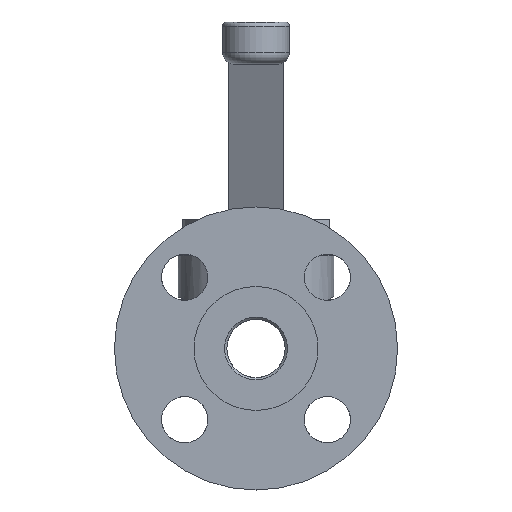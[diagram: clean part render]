
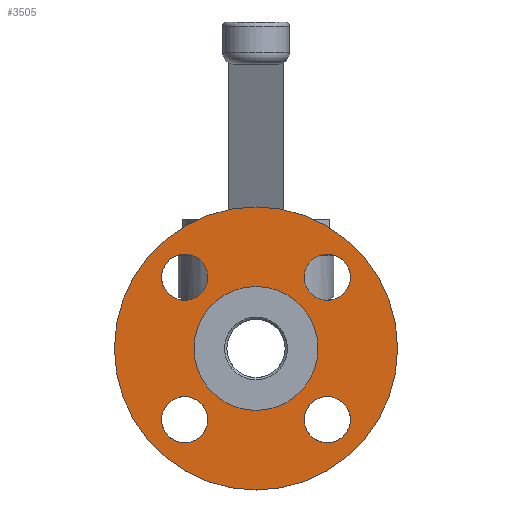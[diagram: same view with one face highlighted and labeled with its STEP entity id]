
A CAD part, front view. The second image highlights one B-rep face of the part: STEP entity #3505.
In plain terms, the highlighted planar face has unit normal (0, -1, 0).
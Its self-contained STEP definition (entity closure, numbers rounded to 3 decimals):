
#1256=CARTESIAN_POINT('',(-24.678,-58.815,-32.678));
#1257=VERTEX_POINT('',#1256);
#1258=CARTESIAN_POINT('',(-24.678,-58.815,-24.678));
#1259=DIRECTION('',(0.0,1.0,0.0));
#1260=DIRECTION('',(0.0,0.0,1.0));
#1261=AXIS2_PLACEMENT_3D('',#1258,#1259,#1260);
#1262=CIRCLE('',#1261,8.0);
#1263=EDGE_CURVE('',#1257,#1257,#1262,.T.);
#1284=CARTESIAN_POINT('',(32.678,-58.815,-24.678));
#1285=VERTEX_POINT('',#1284);
#1286=CARTESIAN_POINT('',(24.678,-58.815,-24.678));
#1287=DIRECTION('',(0.0,1.0,0.0));
#1288=DIRECTION('',(-1.0,0.0,0.0));
#1289=AXIS2_PLACEMENT_3D('',#1286,#1287,#1288);
#1290=CIRCLE('',#1289,8.0);
#1291=EDGE_CURVE('',#1285,#1285,#1290,.T.);
#1312=CARTESIAN_POINT('',(24.678,-58.815,32.678));
#1313=VERTEX_POINT('',#1312);
#1314=CARTESIAN_POINT('',(24.678,-58.815,24.678));
#1315=DIRECTION('',(0.0,1.0,0.0));
#1316=DIRECTION('',(0.0,0.0,-1.0));
#1317=AXIS2_PLACEMENT_3D('',#1314,#1315,#1316);
#1318=CIRCLE('',#1317,8.0);
#1319=EDGE_CURVE('',#1313,#1313,#1318,.T.);
#1340=CARTESIAN_POINT('',(-32.678,-58.815,24.678));
#1341=VERTEX_POINT('',#1340);
#1342=CARTESIAN_POINT('',(-24.678,-58.815,24.678));
#1343=DIRECTION('',(0.0,1.0,0.0));
#1344=DIRECTION('',(1.0,0.0,0.0));
#1345=AXIS2_PLACEMENT_3D('',#1342,#1343,#1344);
#1346=CIRCLE('',#1345,8.0);
#1347=EDGE_CURVE('',#1341,#1341,#1346,.T.);
#3459=CARTESIAN_POINT('',(0.0,-58.815,-49.));
#3460=VERTEX_POINT('',#3459);
#3461=CARTESIAN_POINT('',(0.0,-58.815,0.0));
#3462=DIRECTION('',(0.0,-1.0,0.0));
#3463=DIRECTION('',(0.0,0.0,-1.0));
#3464=AXIS2_PLACEMENT_3D('',#3461,#3462,#3463);
#3465=CIRCLE('',#3464,49.);
#3466=EDGE_CURVE('',#3460,#3460,#3465,.T.);
#3474=CARTESIAN_POINT('',(0.0,-58.815,-35.225));
#3475=DIRECTION('',(0.0,-1.0,0.0));
#3476=DIRECTION('',(0.0,0.0,-1.0));
#3477=AXIS2_PLACEMENT_3D('',#3474,#3475,#3476);
#3478=PLANE('',#3477);
#3479=ORIENTED_EDGE('',*,*,#3466,.T.);
#3480=EDGE_LOOP('',(#3479));
#3481=FACE_OUTER_BOUND('',#3480,.T.);
#3482=ORIENTED_EDGE('',*,*,#1263,.T.);
#3483=EDGE_LOOP('',(#3482));
#3484=FACE_BOUND('',#3483,.T.);
#3485=ORIENTED_EDGE('',*,*,#1291,.T.);
#3486=EDGE_LOOP('',(#3485));
#3487=FACE_BOUND('',#3486,.T.);
#3488=ORIENTED_EDGE('',*,*,#1319,.T.);
#3489=EDGE_LOOP('',(#3488));
#3490=FACE_BOUND('',#3489,.T.);
#3491=ORIENTED_EDGE('',*,*,#1347,.T.);
#3492=EDGE_LOOP('',(#3491));
#3493=FACE_BOUND('',#3492,.T.);
#3494=CARTESIAN_POINT('',(0.0,-58.815,-21.45));
#3495=VERTEX_POINT('',#3494);
#3496=CARTESIAN_POINT('',(0.0,-58.815,0.0));
#3497=DIRECTION('',(0.0,-1.0,0.0));
#3498=DIRECTION('',(0.0,0.0,-1.0));
#3499=AXIS2_PLACEMENT_3D('',#3496,#3497,#3498);
#3500=CIRCLE('',#3499,21.45);
#3501=EDGE_CURVE('',#3495,#3495,#3500,.T.);
#3502=ORIENTED_EDGE('',*,*,#3501,.F.);
#3503=EDGE_LOOP('',(#3502));
#3504=FACE_BOUND('',#3503,.T.);
#3505=ADVANCED_FACE('',(#3481,#3484,#3487,#3490,#3493,#3504),#3478,.T.);
